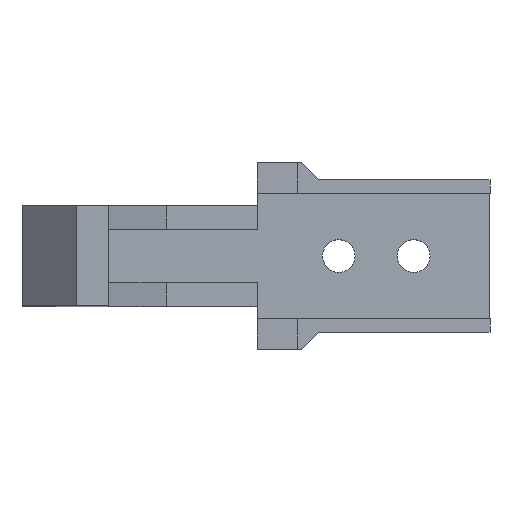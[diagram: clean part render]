
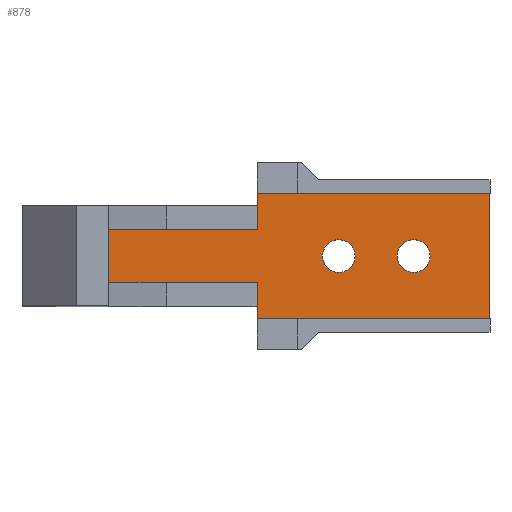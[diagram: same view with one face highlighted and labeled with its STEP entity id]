
A CAD part, top view. The second image highlights one B-rep face of the part: STEP entity #878.
In plain terms, the highlighted planar face has unit normal (0, 0, 1).
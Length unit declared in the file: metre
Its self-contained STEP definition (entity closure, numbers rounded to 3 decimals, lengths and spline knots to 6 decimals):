
#23=CIRCLE('',#944,0.0012);
#24=CIRCLE('',#945,0.0012);
#132=ORIENTED_EDGE('',*,*,#347,.F.);
#133=ORIENTED_EDGE('',*,*,#357,.T.);
#134=ORIENTED_EDGE('',*,*,#291,.F.);
#135=ORIENTED_EDGE('',*,*,#358,.F.);
#136=ORIENTED_EDGE('',*,*,#359,.T.);
#137=ORIENTED_EDGE('',*,*,#309,.T.);
#138=ORIENTED_EDGE('',*,*,#360,.F.);
#139=ORIENTED_EDGE('',*,*,#301,.F.);
#140=ORIENTED_EDGE('',*,*,#285,.F.);
#141=ORIENTED_EDGE('',*,*,#361,.F.);
#142=ORIENTED_EDGE('',*,*,#362,.T.);
#143=ORIENTED_EDGE('',*,*,#363,.T.);
#285=EDGE_CURVE('',#408,#410,#490,.T.);
#291=EDGE_CURVE('',#415,#413,#496,.T.);
#301=EDGE_CURVE('',#410,#421,#506,.T.);
#309=EDGE_CURVE('',#432,#431,#514,.T.);
#347=EDGE_CURVE('',#460,#461,#550,.T.);
#357=EDGE_CURVE('',#460,#413,#557,.T.);
#358=EDGE_CURVE('',#467,#415,#558,.T.);
#359=EDGE_CURVE('',#467,#432,#559,.T.);
#360=EDGE_CURVE('',#421,#431,#560,.T.);
#361=EDGE_CURVE('',#461,#408,#561,.T.);
#362=EDGE_CURVE('',#468,#468,#23,.T.);
#363=EDGE_CURVE('',#469,#469,#24,.T.);
#408=VERTEX_POINT('',#1230);
#410=VERTEX_POINT('',#1233);
#413=VERTEX_POINT('',#1240);
#415=VERTEX_POINT('',#1244);
#421=VERTEX_POINT('',#1258);
#431=VERTEX_POINT('',#1282);
#432=VERTEX_POINT('',#1284);
#460=VERTEX_POINT('',#1358);
#461=VERTEX_POINT('',#1359);
#467=VERTEX_POINT('',#1379);
#468=VERTEX_POINT('',#1384);
#469=VERTEX_POINT('',#1386);
#490=LINE('',#1232,#602);
#496=LINE('',#1245,#608);
#506=LINE('',#1266,#618);
#514=LINE('',#1283,#626);
#550=LINE('',#1357,#662);
#557=LINE('',#1377,#669);
#558=LINE('',#1378,#670);
#559=LINE('',#1380,#671);
#560=LINE('',#1381,#672);
#561=LINE('',#1382,#673);
#602=VECTOR('',#990,1.);
#608=VECTOR('',#998,1.);
#618=VECTOR('',#1012,1.);
#626=VECTOR('',#1024,1.);
#662=VECTOR('',#1080,1.);
#669=VECTOR('',#1099,1.);
#670=VECTOR('',#1100,1.);
#671=VECTOR('',#1101,1.);
#672=VECTOR('',#1102,1.);
#673=VECTOR('',#1103,1.);
#729=EDGE_LOOP('',(#132,#133,#134,#135,#136,#137,#138,#139,#140,#141));
#730=EDGE_LOOP('',(#142));
#731=EDGE_LOOP('',(#143));
#785=FACE_BOUND('',#729,.T.);
#786=FACE_BOUND('',#730,.T.);
#787=FACE_BOUND('',#731,.T.);
#837=PLANE('',#943);
#878=ADVANCED_FACE('',(#785,#786,#787),#837,.F.);
#943=AXIS2_PLACEMENT_3D('',#1376,#1097,#1098);
#944=AXIS2_PLACEMENT_3D('',#1383,#1104,#1105);
#945=AXIS2_PLACEMENT_3D('',#1385,#1106,#1107);
#990=DIRECTION('',(0.,1.,0.));
#998=DIRECTION('',(0.,1.,0.));
#1012=DIRECTION('',(0.,1.,0.));
#1024=DIRECTION('',(0.,1.,0.));
#1080=DIRECTION('',(0.,1.,0.));
#1097=DIRECTION('',(0.,0.,-1.));
#1098=DIRECTION('',(-1.,0.,0.));
#1099=DIRECTION('',(1.,0.,0.));
#1100=DIRECTION('',(0.,1.,0.));
#1101=DIRECTION('',(1.,0.,0.));
#1102=DIRECTION('',(1.,0.,0.));
#1103=DIRECTION('',(1.,0.,0.));
#1104=DIRECTION('',(0.,0.,-1.));
#1105=DIRECTION('',(0.,-1.,0.));
#1106=DIRECTION('',(0.,0.,-1.));
#1107=DIRECTION('',(0.,-1.,0.));
#1230=CARTESIAN_POINT('',(-0.0221,0.00195,0.018));
#1232=CARTESIAN_POINT('',(-0.0221,0.,0.018));
#1233=CARTESIAN_POINT('',(-0.0221,0.0037,0.018));
#1240=CARTESIAN_POINT('',(-0.0221,-0.00195,0.018));
#1244=CARTESIAN_POINT('',(-0.0221,-0.0037,0.018));
#1245=CARTESIAN_POINT('',(-0.0221,0.,0.018));
#1258=CARTESIAN_POINT('',(-0.0221,0.0046,0.018));
#1266=CARTESIAN_POINT('',(-0.0221,0.,0.018));
#1282=CARTESIAN_POINT('',(-0.005,0.0046,0.018));
#1283=CARTESIAN_POINT('',(-0.005,-0.003702,0.018));
#1284=CARTESIAN_POINT('',(-0.005,-0.0046,0.018));
#1357=CARTESIAN_POINT('',(-0.0355,-0.003702,0.018));
#1358=CARTESIAN_POINT('',(-0.0355,-0.00195,0.018));
#1359=CARTESIAN_POINT('',(-0.0355,0.00195,0.018));
#1376=CARTESIAN_POINT('',(-0.02,0.,0.018));
#1377=CARTESIAN_POINT('',(-0.02775,-0.00195,0.018));
#1378=CARTESIAN_POINT('',(-0.0221,0.,0.018));
#1379=CARTESIAN_POINT('',(-0.0221,-0.0046,0.018));
#1380=CARTESIAN_POINT('',(-0.022102,-0.0046,0.018));
#1381=CARTESIAN_POINT('',(-0.022102,0.0046,0.018));
#1382=CARTESIAN_POINT('',(-0.02775,0.00195,0.018));
#1383=CARTESIAN_POINT('',(-0.0161,0.,0.018));
#1384=CARTESIAN_POINT('',(-0.0161,-0.0012,0.018));
#1385=CARTESIAN_POINT('',(-0.0106,0.,0.018));
#1386=CARTESIAN_POINT('',(-0.0106,-0.0012,0.018));
